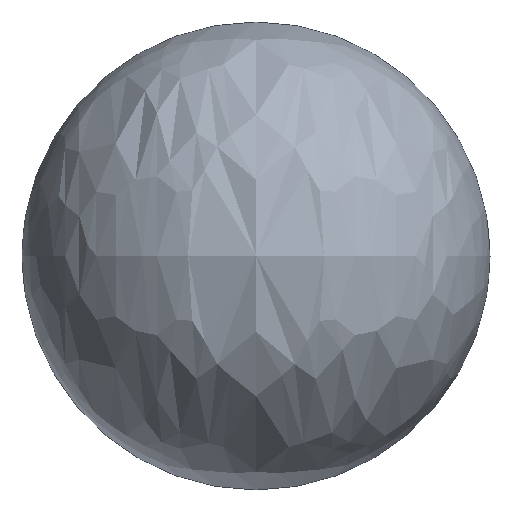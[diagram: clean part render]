
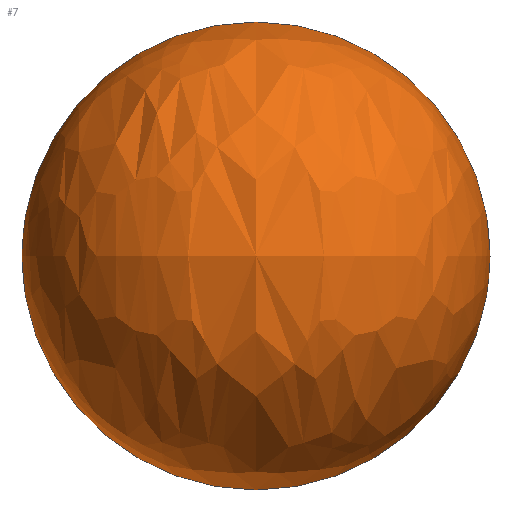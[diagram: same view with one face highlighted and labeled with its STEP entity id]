
A CAD part, top view. The second image highlights one B-rep face of the part: STEP entity #7.
In plain terms, the highlighted free-form (B-spline) face has degree [3, 3] with [4, 4] control points.
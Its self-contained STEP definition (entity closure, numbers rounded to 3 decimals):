
#2 = EDGE_CURVE ( 'NONE', #13, #84, #113, .T. ) ;
#3 = CARTESIAN_POINT ( 'NONE',  ( -0.15, 0., 0. ) ) ;
#6 = CARTESIAN_POINT ( 'NONE',  ( -0.15, 0., 0. ) ) ;
#7 = ADVANCED_FACE ( 'NONE', ( #117 ), #42, .T. ) ;
#10 = CIRCLE ( 'NONE', #58, 0.15 ) ;
#13 = VERTEX_POINT ( 'NONE', #99 ) ;
#14 = ORIENTED_EDGE ( 'NONE', *, *, #2, .F. ) ;
#15 = CARTESIAN_POINT ( 'NONE',  ( -0.15, -0.3, 0.6 ) ) ;
#24 = CARTESIAN_POINT ( 'NONE',  ( -0.15, 0.3, 0. ) ) ;
#27 = CARTESIAN_POINT ( 'NONE',  ( 0.15, 0.3, 0.6 ) ) ;
#28 = CARTESIAN_POINT ( 'NONE',  ( -0.15, 0., 0. ) ) ;
#30 = AXIS2_PLACEMENT_3D ( 'NONE', #108, #126, #39 ) ;
#34 = ORIENTED_EDGE ( 'NONE', *, *, #57, .T. ) ;
#37 = CARTESIAN_POINT ( 'NONE',  ( 0.15, -0.3, 0. ) ) ;
#39 = DIRECTION ( 'NONE',  ( 1., 0., 0. ) ) ;
#42 =( BOUNDED_SURFACE ( )  B_SPLINE_SURFACE ( 3, 3, ( 
 ( #109, #139, #111, #130 ),
 ( #96, #27, #137, #37 ),
 ( #24, #59, #15, #107 ),
 ( #3, #50, #75, #6 ) ),
 .UNSPECIFIED., .F., .F., .T. ) 
 B_SPLINE_SURFACE_WITH_KNOTS ( ( 4, 4 ),
 ( 4, 4 ),
 ( 0., 1. ),
 ( 0., 1. ),
 .UNSPECIFIED. ) 
 GEOMETRIC_REPRESENTATION_ITEM ( )  RATIONAL_B_SPLINE_SURFACE ( (
 ( 1., 0.333, 0.333, 1.),
 ( 0.333, 0.111, 0.111, 0.333),
 ( 0.333, 0.111, 0.111, 0.333),
 ( 1., 0.333, 0.333, 1.) ) ) 
 REPRESENTATION_ITEM ( '' )  SURFACE ( )  );
#50 = CARTESIAN_POINT ( 'NONE',  ( -0.15, 0., 0. ) ) ;
#57 = EDGE_CURVE ( 'NONE', #13, #84, #10, .T. ) ;
#58 = AXIS2_PLACEMENT_3D ( 'NONE', #97, #140, #63 ) ;
#59 = CARTESIAN_POINT ( 'NONE',  ( -0.15, 0.3, 0.6 ) ) ;
#63 = DIRECTION ( 'NONE',  ( 1., 0., 0. ) ) ;
#75 = CARTESIAN_POINT ( 'NONE',  ( -0.15, 0., 0. ) ) ;
#84 = VERTEX_POINT ( 'NONE', #28 ) ;
#96 = CARTESIAN_POINT ( 'NONE',  ( 0.15, 0.3, 0. ) ) ;
#97 = CARTESIAN_POINT ( 'NONE',  ( 0., 0., 0. ) ) ;
#99 = CARTESIAN_POINT ( 'NONE',  ( 0.15, 0., 0. ) ) ;
#107 = CARTESIAN_POINT ( 'NONE',  ( -0.15, -0.3, 0. ) ) ;
#108 = CARTESIAN_POINT ( 'NONE',  ( 0., 0., 0. ) ) ;
#109 = CARTESIAN_POINT ( 'NONE',  ( 0.15, 0., 0. ) ) ;
#111 = CARTESIAN_POINT ( 'NONE',  ( 0.15, 0., 0. ) ) ;
#113 = CIRCLE ( 'NONE', #30, 0.15 ) ;
#117 = FACE_OUTER_BOUND ( 'NONE', #136, .T. ) ;
#126 = DIRECTION ( 'NONE',  ( 0., 0., -1. ) ) ;
#130 = CARTESIAN_POINT ( 'NONE',  ( 0.15, 0., 0. ) ) ;
#136 = EDGE_LOOP ( 'NONE', ( #14, #34 ) ) ;
#137 = CARTESIAN_POINT ( 'NONE',  ( 0.15, -0.3, 0.6 ) ) ;
#139 = CARTESIAN_POINT ( 'NONE',  ( 0.15, 0., 0. ) ) ;
#140 = DIRECTION ( 'NONE',  ( 0., 0., 1. ) ) ;
